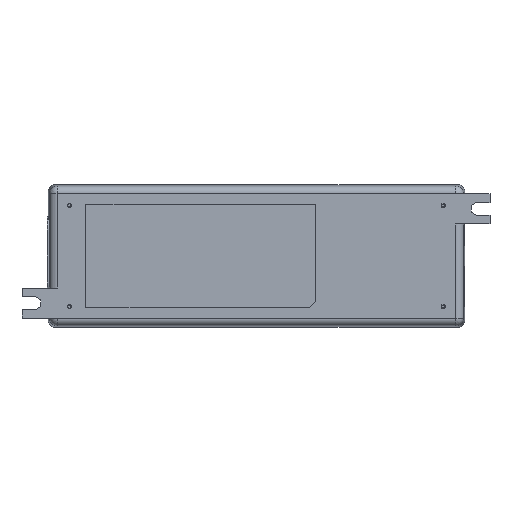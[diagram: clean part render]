
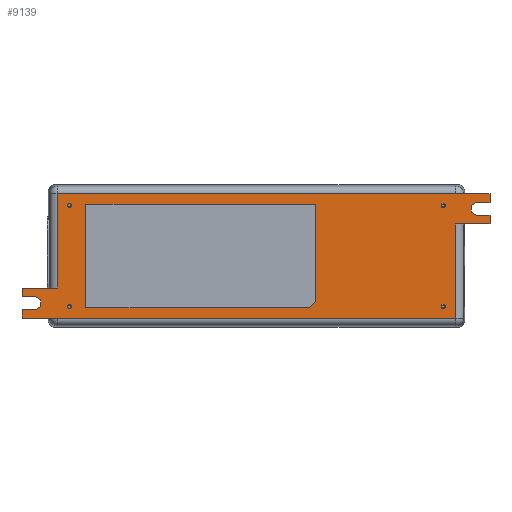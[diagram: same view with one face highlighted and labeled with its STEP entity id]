
A CAD part, front view. The second image highlights one B-rep face of the part: STEP entity #9139.
In plain terms, the highlighted planar face has unit normal (0, -1, 0).
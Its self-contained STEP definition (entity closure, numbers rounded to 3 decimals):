
#3096=DIRECTION('',(1.,0.,0.));
#3097=VECTOR('',#3096,88.5);
#3098=CARTESIAN_POINT('',(-67.5,0.,-20.5));
#3099=LINE('',#3098,#3097);
#3103=DIRECTION('',(0.,0.,1.));
#3104=VECTOR('',#3103,38.5);
#3105=CARTESIAN_POINT('',(23.5,0.,-18.));
#3106=LINE('',#3105,#3104);
#3110=DIRECTION('',(-1.,0.,0.));
#3111=VECTOR('',#3110,91.);
#3112=CARTESIAN_POINT('',(23.5,0.,20.5));
#3113=LINE('',#3112,#3111);
#3117=DIRECTION('',(0.,0.,-1.));
#3118=VECTOR('',#3117,41.);
#3119=CARTESIAN_POINT('',(-67.5,0.,20.5));
#3120=LINE('',#3119,#3118);
#3124=CARTESIAN_POINT('',(74.,0.,20.));
#3125=DIRECTION('',(0.,-1.,0.));
#3126=DIRECTION('',(1.,0.,0.));
#3127=AXIS2_PLACEMENT_3D('',#3124,#3125,#3126);
#3132=CARTESIAN_POINT('',(74.,0.,20.));
#3133=DIRECTION('',(0.,-1.,0.));
#3134=DIRECTION('',(-1.,0.,0.));
#3135=AXIS2_PLACEMENT_3D('',#3132,#3133,#3134);
#3140=CARTESIAN_POINT('',(74.,0.,-20.));
#3141=DIRECTION('',(0.,-1.,0.));
#3142=DIRECTION('',(1.,0.,0.));
#3143=AXIS2_PLACEMENT_3D('',#3140,#3141,#3142);
#3148=CARTESIAN_POINT('',(74.,0.,-20.));
#3149=DIRECTION('',(0.,-1.,0.));
#3150=DIRECTION('',(-1.,0.,0.));
#3151=AXIS2_PLACEMENT_3D('',#3148,#3149,#3150);
#3156=CARTESIAN_POINT('',(-74.,0.,20.));
#3157=DIRECTION('',(0.,-1.,0.));
#3158=DIRECTION('',(1.,0.,0.));
#3159=AXIS2_PLACEMENT_3D('',#3156,#3157,#3158);
#3164=CARTESIAN_POINT('',(-74.,0.,20.));
#3165=DIRECTION('',(0.,-1.,0.));
#3166=DIRECTION('',(-1.,0.,0.));
#3167=AXIS2_PLACEMENT_3D('',#3164,#3165,#3166);
#3172=CARTESIAN_POINT('',(-74.,0.,-20.));
#3173=DIRECTION('',(0.,-1.,0.));
#3174=DIRECTION('',(1.,0.,0.));
#3175=AXIS2_PLACEMENT_3D('',#3172,#3173,#3174);
#3180=CARTESIAN_POINT('',(-74.,0.,-20.));
#3181=DIRECTION('',(0.,-1.,0.));
#3182=DIRECTION('',(-1.,0.,0.));
#3183=AXIS2_PLACEMENT_3D('',#3180,#3181,#3182);
#3188=DIRECTION('',(1.,0.,0.));
#3189=VECTOR('',#3188,5.);
#3190=CARTESIAN_POINT('',(-92.8,0.,-21.171));
#3191=LINE('',#3190,#3189);
#3195=DIRECTION('',(1.,0.,0.));
#3196=VECTOR('',#3195,5.);
#3197=CARTESIAN_POINT('',(-92.8,0.,-16.171));
#3198=LINE('',#3197,#3196);
#3202=DIRECTION('',(0.,0.,-1.));
#3203=VECTOR('',#3202,3.5);
#3204=CARTESIAN_POINT('',(-92.8,0.,-12.671));
#3205=LINE('',#3204,#3203);
#3209=DIRECTION('',(-1.,0.,0.));
#3210=VECTOR('',#3209,13.879);
#3211=CARTESIAN_POINT('',(-78.921,0.,-12.671));
#3212=LINE('',#3211,#3210);
#3216=DIRECTION('',(0.,0.,-1.));
#3217=VECTOR('',#3216,37.342);
#3218=CARTESIAN_POINT('',(-78.921,0.,24.671));
#3219=LINE('',#3218,#3217);
#3223=DIRECTION('',(-1.,0.,0.));
#3224=VECTOR('',#3223,157.842);
#3225=CARTESIAN_POINT('',(78.921,0.,24.671));
#3226=LINE('',#3225,#3224);
#3230=DIRECTION('',(-1.,0.,0.));
#3231=VECTOR('',#3230,13.579);
#3232=CARTESIAN_POINT('',(92.5,0.,24.671));
#3233=LINE('',#3232,#3231);
#3237=DIRECTION('',(0.,0.,1.));
#3238=VECTOR('',#3237,3.5);
#3239=CARTESIAN_POINT('',(92.5,0.,21.171));
#3240=LINE('',#3239,#3238);
#3244=DIRECTION('',(-1.,0.,0.));
#3245=VECTOR('',#3244,5.);
#3246=CARTESIAN_POINT('',(92.5,0.,21.171));
#3247=LINE('',#3246,#3245);
#3251=CARTESIAN_POINT('',(87.5,0.,18.671));
#3252=DIRECTION('',(0.,1.,0.));
#3253=DIRECTION('',(0.,0.,-1.));
#3254=AXIS2_PLACEMENT_3D('',#3251,#3252,#3253);
#3259=DIRECTION('',(-1.,0.,0.));
#3260=VECTOR('',#3259,5.);
#3261=CARTESIAN_POINT('',(92.5,0.,16.171));
#3262=LINE('',#3261,#3260);
#3266=DIRECTION('',(0.,0.,1.));
#3267=VECTOR('',#3266,3.5);
#3268=CARTESIAN_POINT('',(92.5,0.,12.671));
#3269=LINE('',#3268,#3267);
#3273=DIRECTION('',(1.,0.,0.));
#3274=VECTOR('',#3273,13.579);
#3275=CARTESIAN_POINT('',(78.921,0.,12.671));
#3276=LINE('',#3275,#3274);
#3280=DIRECTION('',(0.,0.,1.));
#3281=VECTOR('',#3280,37.342);
#3282=CARTESIAN_POINT('',(78.921,0.,-24.671));
#3283=LINE('',#3282,#3281);
#3287=DIRECTION('',(1.,0.,0.));
#3288=VECTOR('',#3287,157.842);
#3289=CARTESIAN_POINT('',(-78.921,0.,-24.671));
#3290=LINE('',#3289,#3288);
#3294=DIRECTION('',(1.,0.,0.));
#3295=VECTOR('',#3294,13.879);
#3296=CARTESIAN_POINT('',(-92.8,0.,-24.671));
#3297=LINE('',#3296,#3295);
#3301=DIRECTION('',(0.,0.,-1.));
#3302=VECTOR('',#3301,3.5);
#3303=CARTESIAN_POINT('',(-92.8,0.,-21.171));
#3304=LINE('',#3303,#3302);
#3322=DIRECTION('',(-0.707,0.,-0.707));
#3323=VECTOR('',#3322,3.536);
#3324=CARTESIAN_POINT('',(23.5,0.,-18.));
#3325=LINE('',#3324,#3323);
#3640=CARTESIAN_POINT('',(-87.8,0.,-18.671));
#3641=DIRECTION('',(0.,1.,0.));
#3642=DIRECTION('',(0.,0.,1.));
#3643=AXIS2_PLACEMENT_3D('',#3640,#3641,#3642);
#5882=CARTESIAN_POINT('',(78.921,0.,-24.671));
#5883=VERTEX_POINT('',#5882);
#5884=CARTESIAN_POINT('',(-78.921,0.,24.671));
#5885=VERTEX_POINT('',#5884);
#5892=CARTESIAN_POINT('',(-67.5,0.,20.5));
#5893=CARTESIAN_POINT('',(-67.5,0.,-20.5));
#5894=VERTEX_POINT('',#5892);
#5895=VERTEX_POINT('',#5893);
#5896=CARTESIAN_POINT('',(23.5,0.,20.5));
#5897=VERTEX_POINT('',#5896);
#5902=CARTESIAN_POINT('',(23.5,0.,-18.));
#5903=VERTEX_POINT('',#5902);
#5904=CARTESIAN_POINT('',(21.,0.,-20.5));
#5905=VERTEX_POINT('',#5904);
#5906=CARTESIAN_POINT('',(74.9,0.,20.));
#5907=CARTESIAN_POINT('',(73.1,0.,20.));
#5908=VERTEX_POINT('',#5906);
#5909=VERTEX_POINT('',#5907);
#5910=CARTESIAN_POINT('',(74.9,0.,-20.));
#5911=CARTESIAN_POINT('',(73.1,0.,-20.));
#5912=VERTEX_POINT('',#5910);
#5913=VERTEX_POINT('',#5911);
#5914=CARTESIAN_POINT('',(-73.1,0.,20.));
#5915=CARTESIAN_POINT('',(-74.9,0.,20.));
#5916=VERTEX_POINT('',#5914);
#5917=VERTEX_POINT('',#5915);
#5918=CARTESIAN_POINT('',(-73.1,0.,-20.));
#5919=CARTESIAN_POINT('',(-74.9,0.,-20.));
#5920=VERTEX_POINT('',#5918);
#5921=VERTEX_POINT('',#5919);
#6393=CARTESIAN_POINT('',(78.921,0.,24.671));
#6394=VERTEX_POINT('',#6393);
#6395=CARTESIAN_POINT('',(78.921,0.,12.671));
#6396=VERTEX_POINT('',#6395);
#6397=CARTESIAN_POINT('',(92.5,0.,12.671));
#6398=VERTEX_POINT('',#6397);
#6399=CARTESIAN_POINT('',(92.5,0.,24.671));
#6400=VERTEX_POINT('',#6399);
#6401=CARTESIAN_POINT('',(87.5,0.,16.171));
#6402=CARTESIAN_POINT('',(87.5,0.,21.171));
#6403=VERTEX_POINT('',#6401);
#6404=VERTEX_POINT('',#6402);
#6405=CARTESIAN_POINT('',(92.5,0.,21.171));
#6406=VERTEX_POINT('',#6405);
#6407=CARTESIAN_POINT('',(92.5,0.,16.171));
#6408=VERTEX_POINT('',#6407);
#6781=CARTESIAN_POINT('',(-78.921,0.,-24.671));
#6783=VERTEX_POINT('',#6781);
#6789=CARTESIAN_POINT('',(-78.921,0.,-12.671));
#6790=VERTEX_POINT('',#6789);
#6791=CARTESIAN_POINT('',(-92.8,0.,-24.671));
#6792=VERTEX_POINT('',#6791);
#6796=CARTESIAN_POINT('',(-92.8,0.,-21.171));
#6798=VERTEX_POINT('',#6796);
#6800=CARTESIAN_POINT('',(-92.8,0.,-16.171));
#6802=VERTEX_POINT('',#6800);
#6803=CARTESIAN_POINT('',(-92.8,0.,-12.671));
#6804=VERTEX_POINT('',#6803);
#6805=CARTESIAN_POINT('',(-87.8,0.,-16.171));
#6807=VERTEX_POINT('',#6805);
#6809=CARTESIAN_POINT('',(-87.8,0.,-21.171));
#6811=VERTEX_POINT('',#6809);
#9064=CARTESIAN_POINT('',(0.,0.,0.));
#9065=DIRECTION('',(0.,1.,0.));
#9066=DIRECTION('',(1.,0.,0.));
#9067=AXIS2_PLACEMENT_3D('',#9064,#9065,#9066);
#9068=PLANE('',#9067);
#9070=ORIENTED_EDGE('',*,*,#9069,.T.);
#9072=ORIENTED_EDGE('',*,*,#9071,.F.);
#9074=ORIENTED_EDGE('',*,*,#9073,.F.);
#9075=ORIENTED_EDGE('',*,*,#9041,.F.);
#9076=ORIENTED_EDGE('',*,*,#8349,.F.);
#9078=ORIENTED_EDGE('',*,*,#9077,.F.);
#9080=ORIENTED_EDGE('',*,*,#9079,.F.);
#9082=ORIENTED_EDGE('',*,*,#9081,.F.);
#9084=ORIENTED_EDGE('',*,*,#9083,.F.);
#9086=ORIENTED_EDGE('',*,*,#9085,.T.);
#9088=ORIENTED_EDGE('',*,*,#9087,.F.);
#9090=ORIENTED_EDGE('',*,*,#9089,.F.);
#9092=ORIENTED_EDGE('',*,*,#9091,.F.);
#9094=ORIENTED_EDGE('',*,*,#9093,.F.);
#9096=ORIENTED_EDGE('',*,*,#9095,.F.);
#9098=ORIENTED_EDGE('',*,*,#9097,.F.);
#9099=ORIENTED_EDGE('',*,*,#8994,.F.);
#9100=ORIENTED_EDGE('',*,*,#9058,.F.);
#9101=EDGE_LOOP('',(#9070,#9072,#9074,#9075,#9076,#9078,#9080,#9082,#9084,#9086,
#9088,#9090,#9092,#9094,#9096,#9098,#9099,#9100));
#9102=FACE_OUTER_BOUND('',#9101,.F.);
#9104=ORIENTED_EDGE('',*,*,#9103,.T.);
#9106=ORIENTED_EDGE('',*,*,#9105,.T.);
#9107=EDGE_LOOP('',(#9104,#9106));
#9108=FACE_BOUND('',#9107,.F.);
#9110=ORIENTED_EDGE('',*,*,#9109,.T.);
#9112=ORIENTED_EDGE('',*,*,#9111,.T.);
#9113=EDGE_LOOP('',(#9110,#9112));
#9114=FACE_BOUND('',#9113,.F.);
#9116=ORIENTED_EDGE('',*,*,#9115,.T.);
#9118=ORIENTED_EDGE('',*,*,#9117,.T.);
#9119=EDGE_LOOP('',(#9116,#9118));
#9120=FACE_BOUND('',#9119,.F.);
#9122=ORIENTED_EDGE('',*,*,#9121,.T.);
#9124=ORIENTED_EDGE('',*,*,#9123,.T.);
#9125=EDGE_LOOP('',(#9122,#9124));
#9126=FACE_BOUND('',#9125,.F.);
#9128=ORIENTED_EDGE('',*,*,#9127,.T.);
#9130=ORIENTED_EDGE('',*,*,#9129,.F.);
#9132=ORIENTED_EDGE('',*,*,#9131,.T.);
#9134=ORIENTED_EDGE('',*,*,#9133,.T.);
#9136=ORIENTED_EDGE('',*,*,#9135,.T.);
#9137=EDGE_LOOP('',(#9128,#9130,#9132,#9134,#9136));
#9138=FACE_BOUND('',#9137,.F.);
#3128=CIRCLE('',#3127,0.9);
#3136=CIRCLE('',#3135,0.9);
#3144=CIRCLE('',#3143,0.9);
#3152=CIRCLE('',#3151,0.9);
#3160=CIRCLE('',#3159,0.9);
#3168=CIRCLE('',#3167,0.9);
#3176=CIRCLE('',#3175,0.9);
#3184=CIRCLE('',#3183,0.9);
#3255=CIRCLE('',#3254,2.5);
#3644=CIRCLE('',#3643,2.5);
#8349=EDGE_CURVE('',#6790,#6804,#3212,.T.);
#8994=EDGE_CURVE('',#6792,#6783,#3297,.T.);
#9041=EDGE_CURVE('',#6804,#6802,#3205,.T.);
#9058=EDGE_CURVE('',#6798,#6792,#3304,.T.);
#9069=EDGE_CURVE('',#6798,#6811,#3191,.T.);
#9071=EDGE_CURVE('',#6807,#6811,#3644,.T.);
#9073=EDGE_CURVE('',#6802,#6807,#3198,.T.);
#9077=EDGE_CURVE('',#5885,#6790,#3219,.T.);
#9079=EDGE_CURVE('',#6394,#5885,#3226,.T.);
#9081=EDGE_CURVE('',#6400,#6394,#3233,.T.);
#9083=EDGE_CURVE('',#6406,#6400,#3240,.T.);
#9085=EDGE_CURVE('',#6406,#6404,#3247,.T.);
#9087=EDGE_CURVE('',#6403,#6404,#3255,.T.);
#9089=EDGE_CURVE('',#6408,#6403,#3262,.T.);
#9091=EDGE_CURVE('',#6398,#6408,#3269,.T.);
#9093=EDGE_CURVE('',#6396,#6398,#3276,.T.);
#9095=EDGE_CURVE('',#5883,#6396,#3283,.T.);
#9097=EDGE_CURVE('',#6783,#5883,#3290,.T.);
#9103=EDGE_CURVE('',#5908,#5909,#3128,.T.);
#9105=EDGE_CURVE('',#5909,#5908,#3136,.T.);
#9109=EDGE_CURVE('',#5912,#5913,#3144,.T.);
#9111=EDGE_CURVE('',#5913,#5912,#3152,.T.);
#9115=EDGE_CURVE('',#5916,#5917,#3160,.T.);
#9117=EDGE_CURVE('',#5917,#5916,#3168,.T.);
#9121=EDGE_CURVE('',#5920,#5921,#3176,.T.);
#9123=EDGE_CURVE('',#5921,#5920,#3184,.T.);
#9127=EDGE_CURVE('',#5895,#5905,#3099,.T.);
#9129=EDGE_CURVE('',#5903,#5905,#3325,.T.);
#9131=EDGE_CURVE('',#5903,#5897,#3106,.T.);
#9133=EDGE_CURVE('',#5897,#5894,#3113,.T.);
#9135=EDGE_CURVE('',#5894,#5895,#3120,.T.);
#9139=ADVANCED_FACE('',(#9102,#9108,#9114,#9120,#9126,#9138),#9068,.F.);
